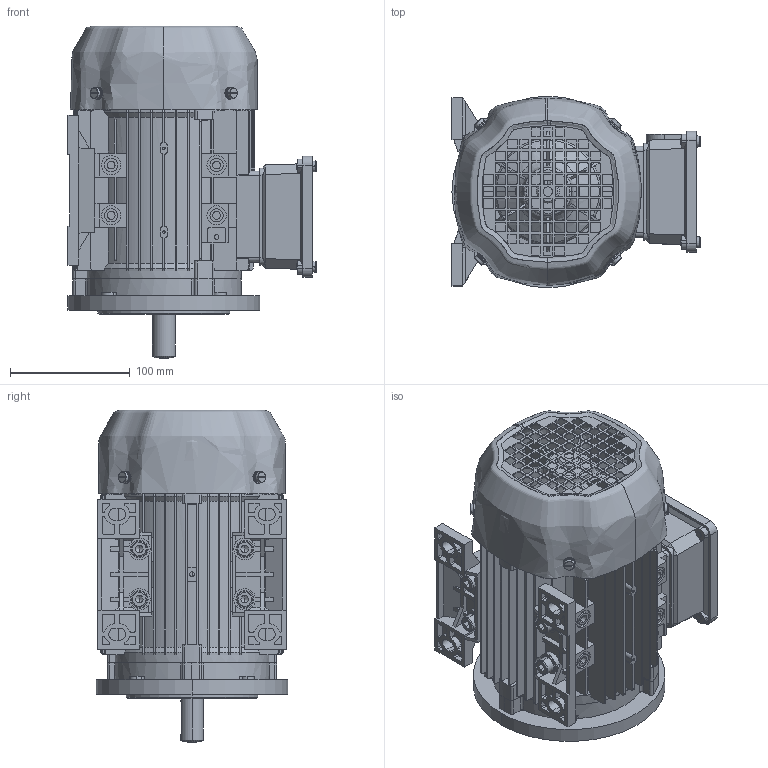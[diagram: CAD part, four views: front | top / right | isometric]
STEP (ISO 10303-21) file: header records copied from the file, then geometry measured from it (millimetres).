
FILE_DESCRIPTION(/* description */ (''),/* implementation_level */ '2;1');
FILE_NAME(/* name */ 'JL3-80-B34B.STEP',/* time_stamp */ '2021-09-19T15:34:27+08:00',/* author */ (''),/* organization */ (''),/* preprocessor_version */ 'ST-DEVELOPER v16',/* originating_system */ 'SIEMENS PLM Software NX 10.0',/* authorisation */ '');
FILE_SCHEMA (('AUTOMOTIVE_DESIGN { 1 0 10303 214 3 1 1 1 }'));
Products named in the file (1): JL3-80-B34B_step
Bounding box: 207 x 160 x 276.99 mm (x, y, z)
Volume: 1052763.3 mm3; surface area: 691897.8 mm2
Topology: 50 solids, 50 shells, 3402 faces, 9251 edges, 6067 vertices
Faces by surface type: plane 1561, cylinder 1358, cone 246, torus 185, bspline 52
Entity records: 199058 total; most frequent: CARTESIAN_POINT 111464, ORIENTED_EDGE 18442, DIRECTION 18188, EDGE_CURVE 9221, AXIS2_PLACEMENT_3D 6598, VERTEX_POINT 6065, LINE 4992, VECTOR 4992
